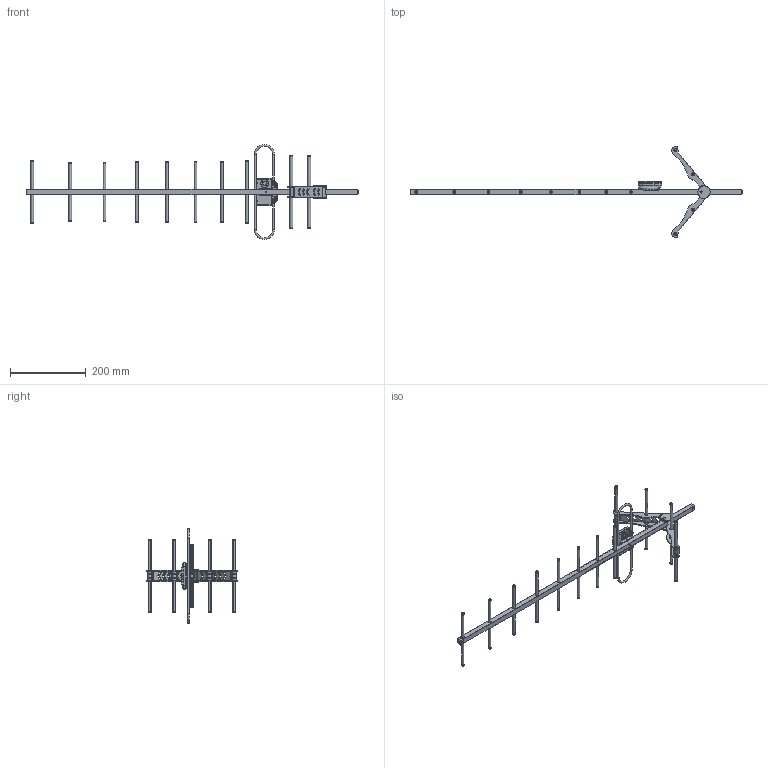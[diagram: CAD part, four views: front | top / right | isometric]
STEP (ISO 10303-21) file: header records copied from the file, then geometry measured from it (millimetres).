
FILE_DESCRIPTION(/* description */ (''),/* implementation_level */ '2;1');
FILE_NAME(/* name */ 'naked antenna v1.step',/* time_stamp */ '2023-06-27T20:46:10+01:00',/* author */ (''),/* organization */ (''),/* preprocessor_version */ 'ST-DEVELOPER v19.2',/* originating_system */ 'Autodesk Translation Framework v12.6.0.85',/* authorisation */ '');
FILE_SCHEMA (('AUTOMOTIVE_DESIGN { 1 0 10303 214 3 1 1 }'));
Length unit declared in the file: millimetre
Products named in the file (40): naked antenna; Extrusion; End Cap; Reflector; struct; element; element_1; struct_1; element_2; element_3; extrusion_1; end cap_1; 1st element; extrusion (1); end cap (1); 2nd element; extrusion (2); end cap (2); 3rd element; extrusion (3); end cap (3); 4th element; extrusion (4); end cap (4); 5th element; extrusion (5); end cap (5); 6th element; extrusion (6); end cap (6); 7th element; extrusion (7); end cap (7); 8th element; extrusion (8); end cap (8); radiator; housing; radiating element; 96194A201_Medium-Strength Steel Serrated Flange Locknut
Assembly tree (59 placements, depth 5):
  naked antenna
    Extrusion
    End Cap  x2
    Reflector
      struct
        element
          extrusion_1
          end cap_1  x2
        element_1
          extrusion_1
          end cap_1  x2
      struct_1
        element_2
          extrusion_1
          end cap_1  x2
        element_3
          extrusion_1
          end cap_1  x2
    1st element
      extrusion (1)
      end cap (1)  x2
    2nd element
      extrusion (2)
      end cap (2)  x2
    3rd element
      extrusion (3)
      end cap (3)  x2
    4th element
      extrusion (4)
      end cap (4)  x2
    5th element
      extrusion (5)
      end cap (5)  x2
    6th element
      extrusion (6)
      end cap (6)  x2
    7th element
      extrusion (7)
      end cap (7)  x2
    8th element
      extrusion (8)
      end cap (8)  x2
    radiator
      housing
      radiating element
      96194A201_Medium-Strength Steel Serrated Flange Locknut  x2
Bounding box: 874 x 241.07 x 250 mm (x, y, z)
Volume: 198327.1 mm3; surface area: 250205.6 mm2
Topology: 45 solids, 46 shells, 982 faces, 2405 edges, 1584 vertices
Faces by surface type: plane 625, cylinder 308, cone 29, bspline 12, torus 6, sphere 2
Full cylindrical faces by diameter (mm): 3 x16, 3.091 x6, 4 x18, 4.5 x4, 5 x31, 6 x12, 7 x42, 8 x18, 10 x3, 12 x1, 20 x1, 22 x1
Entity records: 24151 total; most frequent: CARTESIAN_POINT 5074, DIRECTION 3923, ORIENTED_EDGE 3666, EDGE_CURVE 1833, AXIS2_PLACEMENT_3D 1359, VERTEX_POINT 1206, LINE 1205, VECTOR 1205
